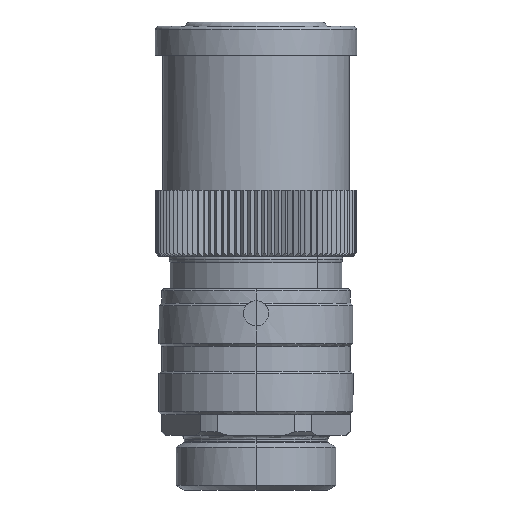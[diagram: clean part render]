
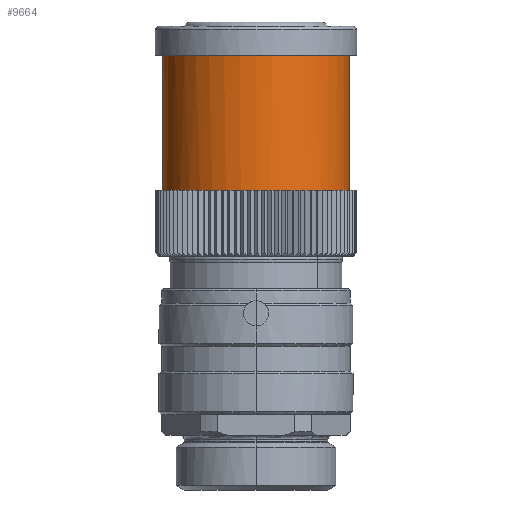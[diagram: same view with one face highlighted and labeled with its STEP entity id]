
A CAD part, front view. The second image highlights one B-rep face of the part: STEP entity #9664.
In plain terms, the highlighted cylindrical face has radius 13 mm (diameter 26 mm), a partial arc.
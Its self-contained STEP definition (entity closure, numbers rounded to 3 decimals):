
#9636=AXIS2_PLACEMENT_3D('Cylinder Axis2P3D',#9633,#9634,#9635) ;
#9654=AXIS2_PLACEMENT_3D('Circle Axis2P3D',#9652,#9653,$) ;
#9492=CARTESIAN_POINT('Control Point',(14.,1.,40.8)) ;
#9493=CARTESIAN_POINT('Control Point',(12.764,1.,40.8)) ;
#9494=CARTESIAN_POINT('Control Point',(11.527,1.147,40.8)) ;
#9495=CARTESIAN_POINT('Control Point',(10.314,1.441,40.8)) ;
#9496=CARTESIAN_POINT('Control Point',(7.981,2.312,40.8)) ;
#9497=CARTESIAN_POINT('Control Point',(5.917,3.705,40.8)) ;
#9498=CARTESIAN_POINT('Control Point',(4.973,4.522,40.8)) ;
#9499=CARTESIAN_POINT('Control Point',(3.298,6.365,40.8)) ;
#9500=CARTESIAN_POINT('Control Point',(2.101,8.548,40.8)) ;
#9501=CARTESIAN_POINT('Control Point',(1.635,9.707,40.8)) ;
#9502=CARTESIAN_POINT('Control Point',(1.214,11.274,40.8)) ;
#9503=CARTESIAN_POINT('Control Point',(1.041,12.876,40.8)) ;
#9504=CARTESIAN_POINT('Control Point',(1.014,13.251,40.8)) ;
#9505=CARTESIAN_POINT('Control Point',(1.,13.625,40.8)) ;
#9506=CARTESIAN_POINT('Control Point',(1.,14.,40.8)) ;
#9507=CARTESIAN_POINT('Vertex',(14.,1.,40.8)) ;
#9509=CARTESIAN_POINT('Vertex',(1.,14.,40.8)) ;
#9547=CARTESIAN_POINT('Vertex',(27.,14.,40.8)) ;
#9551=CARTESIAN_POINT('Control Point',(27.,14.,40.8)) ;
#9552=CARTESIAN_POINT('Control Point',(27.,13.138,40.8)) ;
#9553=CARTESIAN_POINT('Control Point',(26.929,12.277,40.8)) ;
#9554=CARTESIAN_POINT('Control Point',(26.786,11.423,40.8)) ;
#9555=CARTESIAN_POINT('Control Point',(26.267,9.382,40.8)) ;
#9556=CARTESIAN_POINT('Control Point',(25.349,7.479,40.8)) ;
#9557=CARTESIAN_POINT('Control Point',(24.676,6.428,40.8)) ;
#9558=CARTESIAN_POINT('Control Point',(23.093,4.505,40.8)) ;
#9559=CARTESIAN_POINT('Control Point',(21.104,3.007,40.8)) ;
#9560=CARTESIAN_POINT('Control Point',(20.025,2.38,40.8)) ;
#9561=CARTESIAN_POINT('Control Point',(18.188,1.589,40.8)) ;
#9562=CARTESIAN_POINT('Control Point',(16.243,1.162,40.8)) ;
#9563=CARTESIAN_POINT('Control Point',(15.499,1.054,40.8)) ;
#9564=CARTESIAN_POINT('Control Point',(14.749,1.,40.8)) ;
#9565=CARTESIAN_POINT('Control Point',(14.,1.,40.8)) ;
#9633=CARTESIAN_POINT('Axis2P3D Location',(14.,14.,48.25)) ;
#9638=CARTESIAN_POINT('Line Origine',(1.,14.,48.25)) ;
#9642=CARTESIAN_POINT('Vertex',(1.,14.,60.5)) ;
#9645=CARTESIAN_POINT('Line Origine',(27.,14.,48.25)) ;
#9649=CARTESIAN_POINT('Vertex',(27.,14.,60.5)) ;
#9652=CARTESIAN_POINT('Axis2P3D Location',(14.,14.,60.5)) ;
#9634=DIRECTION('Axis2P3D Direction',(0.,0.,1.)) ;
#9635=DIRECTION('Axis2P3D XDirection',(-1.,0.,-0.)) ;
#9639=DIRECTION('Vector Direction',(0.,0.,1.)) ;
#9646=DIRECTION('Vector Direction',(0.,0.,1.)) ;
#9653=DIRECTION('Axis2P3D Direction',(0.,0.,1.)) ;
#9640=VECTOR('Line Direction',#9639,1.) ;
#9647=VECTOR('Line Direction',#9646,1.) ;
#9658=ORIENTED_EDGE('',*,*,#9644,.F.) ;
#9659=ORIENTED_EDGE('',*,*,#9511,.F.) ;
#9660=ORIENTED_EDGE('',*,*,#9566,.F.) ;
#9661=ORIENTED_EDGE('',*,*,#9651,.F.) ;
#9662=ORIENTED_EDGE('',*,*,#9656,.T.) ;
#9664=ADVANCED_FACE('Hauptk\X2\00F6\X0\rper',(#9663),#9637,.T.) ;
#9491=B_SPLINE_CURVE_WITH_KNOTS('',5,(#9492,#9493,#9494,#9495,#9496,#9497,#9498,#9499,#9500,#9501,#9502,#9503,#9504,#9505,#9506),.UNSPECIFIED.,.F.,.U.,(6,3,3,3,6),(0.,8.743,17.486,26.229,28.878),.UNSPECIFIED.) ;
#9550=B_SPLINE_CURVE_WITH_KNOTS('',5,(#9551,#9552,#9553,#9554,#9555,#9556,#9557,#9558,#9559,#9560,#9561,#9562,#9563,#9564,#9565),.UNSPECIFIED.,.F.,.U.,(6,3,3,3,6),(28.878,34.972,43.715,52.457,57.757),.UNSPECIFIED.) ;
#9655=CIRCLE('generated circle',#9654,13.) ;
#9637=CYLINDRICAL_SURFACE('generated cylinder',#9636,13.) ;
#9511=EDGE_CURVE('',#9508,#9510,#9491,.T.) ;
#9566=EDGE_CURVE('',#9548,#9508,#9550,.T.) ;
#9644=EDGE_CURVE('',#9510,#9643,#9641,.T.) ;
#9651=EDGE_CURVE('',#9650,#9548,#9648,.F.) ;
#9656=EDGE_CURVE('',#9650,#9643,#9655,.F.) ;
#9657=EDGE_LOOP('',(#9658,#9659,#9660,#9661,#9662)) ;
#9663=FACE_OUTER_BOUND('',#9657,.T.) ;
#9641=LINE('Line',#9638,#9640) ;
#9648=LINE('Line',#9645,#9647) ;
#9508=VERTEX_POINT('',#9507) ;
#9510=VERTEX_POINT('',#9509) ;
#9548=VERTEX_POINT('',#9547) ;
#9643=VERTEX_POINT('',#9642) ;
#9650=VERTEX_POINT('',#9649) ;
